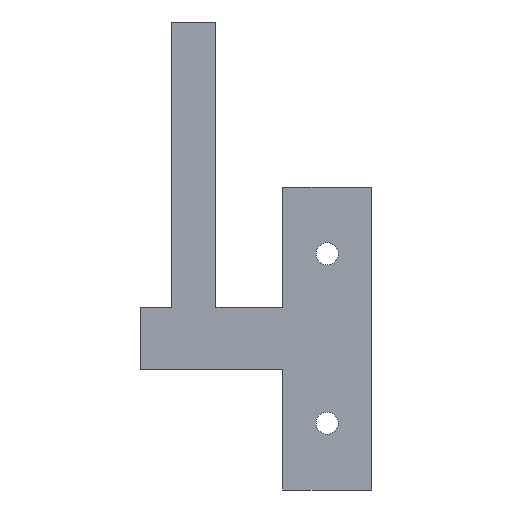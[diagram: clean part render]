
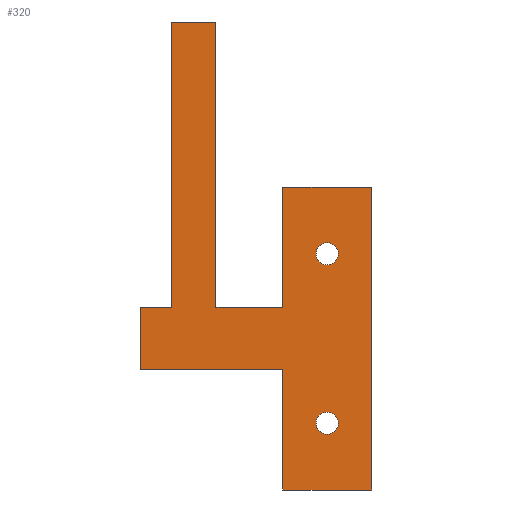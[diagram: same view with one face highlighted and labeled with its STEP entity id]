
A CAD part, left-side view. The second image highlights one B-rep face of the part: STEP entity #320.
In plain terms, the highlighted planar face has unit normal (-1, 0, 0).
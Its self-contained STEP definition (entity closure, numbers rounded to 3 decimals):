
#17=FACE_BOUND('',#67,.T.);
#18=FACE_BOUND('',#68,.T.);
#32=PLANE('',#363);
#48=FACE_OUTER_BOUND('',#66,.T.);
#66=EDGE_LOOP('',(#289,#290,#291,#292,#293,#294,#295,#296,#297,#298,#299,
#300));
#67=EDGE_LOOP('',(#301));
#68=EDGE_LOOP('',(#302));
#71=LINE('',#460,#109);
#75=LINE('',#468,#113);
#78=LINE('',#474,#116);
#81=LINE('',#480,#119);
#84=LINE('',#486,#122);
#87=LINE('',#492,#125);
#90=LINE('',#498,#128);
#93=LINE('',#504,#131);
#96=LINE('',#510,#134);
#99=LINE('',#516,#137);
#102=LINE('',#522,#140);
#105=LINE('',#527,#143);
#109=VECTOR('',#382,10.);
#113=VECTOR('',#388,10.);
#116=VECTOR('',#393,10.);
#119=VECTOR('',#398,10.);
#122=VECTOR('',#403,10.);
#125=VECTOR('',#408,10.);
#128=VECTOR('',#413,10.);
#131=VECTOR('',#418,10.);
#134=VECTOR('',#423,10.);
#137=VECTOR('',#428,10.);
#140=VECTOR('',#433,10.);
#143=VECTOR('',#438,10.);
#146=CIRCLE('',#346,2.5);
#148=CIRCLE('',#349,2.5);
#150=VERTEX_POINT('',#448);
#152=VERTEX_POINT('',#454);
#153=VERTEX_POINT('',#458);
#154=VERTEX_POINT('',#459);
#157=VERTEX_POINT('',#467);
#159=VERTEX_POINT('',#473);
#161=VERTEX_POINT('',#479);
#163=VERTEX_POINT('',#485);
#165=VERTEX_POINT('',#491);
#167=VERTEX_POINT('',#497);
#169=VERTEX_POINT('',#503);
#171=VERTEX_POINT('',#509);
#173=VERTEX_POINT('',#515);
#175=VERTEX_POINT('',#521);
#179=EDGE_CURVE('',#150,#150,#146,.T.);
#182=EDGE_CURVE('',#152,#152,#148,.T.);
#183=EDGE_CURVE('',#153,#154,#71,.T.);
#187=EDGE_CURVE('',#157,#153,#75,.T.);
#190=EDGE_CURVE('',#159,#157,#78,.T.);
#193=EDGE_CURVE('',#161,#159,#81,.T.);
#196=EDGE_CURVE('',#163,#161,#84,.T.);
#199=EDGE_CURVE('',#165,#163,#87,.T.);
#202=EDGE_CURVE('',#167,#165,#90,.T.);
#205=EDGE_CURVE('',#169,#167,#93,.T.);
#208=EDGE_CURVE('',#171,#169,#96,.T.);
#211=EDGE_CURVE('',#173,#171,#99,.T.);
#214=EDGE_CURVE('',#175,#173,#102,.T.);
#217=EDGE_CURVE('',#154,#175,#105,.T.);
#289=ORIENTED_EDGE('',*,*,#217,.F.);
#290=ORIENTED_EDGE('',*,*,#183,.F.);
#291=ORIENTED_EDGE('',*,*,#187,.F.);
#292=ORIENTED_EDGE('',*,*,#190,.F.);
#293=ORIENTED_EDGE('',*,*,#193,.F.);
#294=ORIENTED_EDGE('',*,*,#196,.F.);
#295=ORIENTED_EDGE('',*,*,#199,.F.);
#296=ORIENTED_EDGE('',*,*,#202,.F.);
#297=ORIENTED_EDGE('',*,*,#205,.F.);
#298=ORIENTED_EDGE('',*,*,#208,.F.);
#299=ORIENTED_EDGE('',*,*,#211,.F.);
#300=ORIENTED_EDGE('',*,*,#214,.F.);
#301=ORIENTED_EDGE('',*,*,#182,.F.);
#302=ORIENTED_EDGE('',*,*,#179,.F.);
#320=ADVANCED_FACE('',(#48,#17,#18),#32,.F.);
#346=AXIS2_PLACEMENT_3D('',#450,#371,#372);
#349=AXIS2_PLACEMENT_3D('',#456,#378,#379);
#363=AXIS2_PLACEMENT_3D('',#530,#442,#443);
#371=DIRECTION('center_axis',(-1.,0.,0.));
#372=DIRECTION('ref_axis',(0.,-1.,0.));
#378=DIRECTION('center_axis',(-1.,0.,0.));
#379=DIRECTION('ref_axis',(0.,-1.,0.));
#382=DIRECTION('',(0.,-1.,0.));
#388=DIRECTION('',(0.,0.,1.));
#393=DIRECTION('',(0.,-1.,0.));
#398=DIRECTION('',(0.,0.,1.));
#403=DIRECTION('',(0.,1.,0.));
#408=DIRECTION('',(0.,0.,1.));
#413=DIRECTION('',(0.,1.,0.));
#418=DIRECTION('',(0.,0.,-1.));
#423=DIRECTION('',(0.,-1.,0.));
#428=DIRECTION('',(0.,0.,1.));
#433=DIRECTION('',(0.,-1.,0.));
#438=DIRECTION('',(0.,0.,-1.));
#442=DIRECTION('center_axis',(1.,0.,0.));
#443=DIRECTION('ref_axis',(0.,0.,-1.));
#448=CARTESIAN_POINT('',(0.,2.5,19.056));
#450=CARTESIAN_POINT('Origin',(0.,0.,19.056));
#454=CARTESIAN_POINT('',(0.,2.5,-19.056));
#456=CARTESIAN_POINT('Origin',(0.,0.,-19.056));
#458=CARTESIAN_POINT('',(0.,35.,71.168));
#459=CARTESIAN_POINT('',(0.,25.,71.168));
#460=CARTESIAN_POINT('',(0.,35.,71.168));
#467=CARTESIAN_POINT('',(0.,35.,7.056));
#468=CARTESIAN_POINT('',(0.,35.,7.056));
#473=CARTESIAN_POINT('',(0.,42.,7.056));
#474=CARTESIAN_POINT('',(0.,42.,7.056));
#479=CARTESIAN_POINT('',(0.,42.,-7.056));
#480=CARTESIAN_POINT('',(0.,42.,-7.056));
#485=CARTESIAN_POINT('',(0.,10.,-7.056));
#486=CARTESIAN_POINT('',(0.,10.,-7.056));
#491=CARTESIAN_POINT('',(0.,10.,-34.056));
#492=CARTESIAN_POINT('',(0.,10.,-34.056));
#497=CARTESIAN_POINT('',(0.,-10.,-34.056));
#498=CARTESIAN_POINT('',(0.,-10.,-34.056));
#503=CARTESIAN_POINT('',(0.,-10.,34.056));
#504=CARTESIAN_POINT('',(0.,-10.,34.056));
#509=CARTESIAN_POINT('',(0.,10.,34.056));
#510=CARTESIAN_POINT('',(0.,10.,34.056));
#515=CARTESIAN_POINT('',(0.,10.,7.056));
#516=CARTESIAN_POINT('',(0.,10.,-34.056));
#521=CARTESIAN_POINT('',(0.,25.,7.056));
#522=CARTESIAN_POINT('',(0.,42.,7.056));
#527=CARTESIAN_POINT('',(0.,25.,71.168));
#530=CARTESIAN_POINT('Origin',(0.,16.,18.556));
